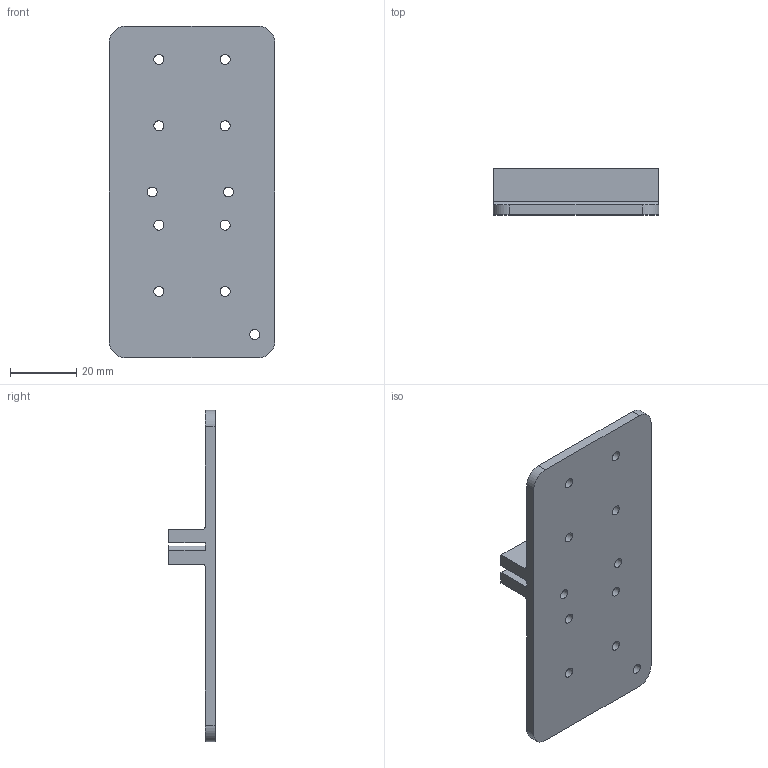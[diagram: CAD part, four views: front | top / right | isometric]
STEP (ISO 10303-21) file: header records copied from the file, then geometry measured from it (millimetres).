
FILE_DESCRIPTION(/* description */ (''),/* implementation_level */ '2;1');
FILE_NAME(/* name */ 'platine mgn X.step',/* time_stamp */ '2020-06-15T17:44:36+02:00',/* author */ (''),/* organization */ (''),/* preprocessor_version */ 'ST-DEVELOPER v18.1',/* originating_system */ 'Autodesk Translation Framework v9.3.0.1241',/* authorisation */ '');
FILE_SCHEMA (('AUTOMOTIVE_DESIGN { 1 0 10303 214 3 1 1 }'));
Length unit declared in the file: millimetre
Products named in the file (1): platine mgn x
Bounding box: 50 x 14 x 100 mm (x, y, z)
Volume: 18828.2 mm3; surface area: 13550 mm2
Topology: 1 solids, 1 shells, 41 faces, 111 edges, 74 vertices
Faces by surface type: cylinder 23, plane 18
Full cylindrical faces by diameter (mm): 3 x13
Entity records: 1388 total; most frequent: DIRECTION 241, CARTESIAN_POINT 227, ORIENTED_EDGE 222, EDGE_CURVE 111, AXIS2_PLACEMENT_3D 88, VERTEX_POINT 74, EDGE_LOOP 65, LINE 65
